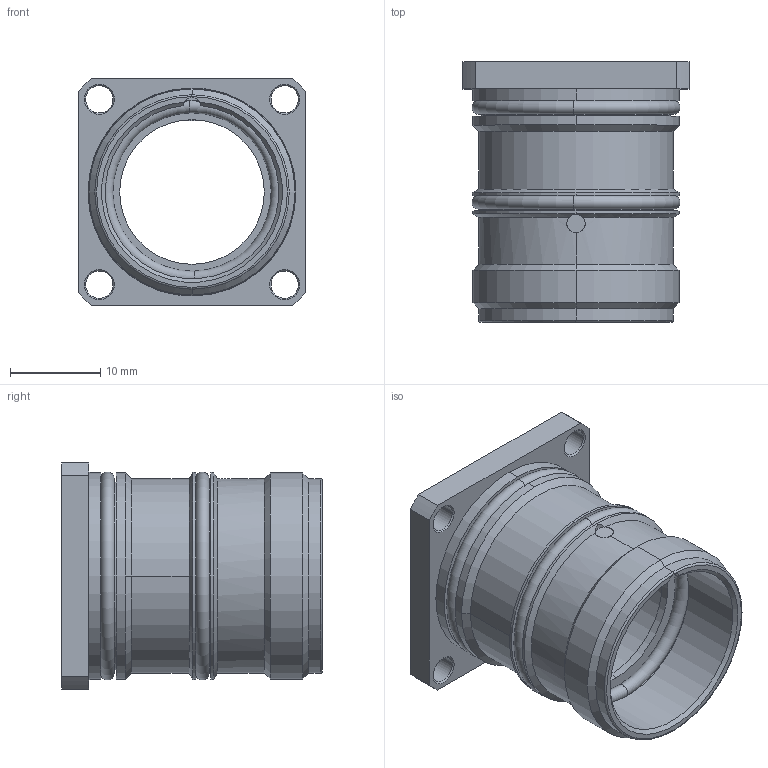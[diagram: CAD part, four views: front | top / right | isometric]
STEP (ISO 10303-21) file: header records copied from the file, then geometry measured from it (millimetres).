
FILE_DESCRIPTION((''),'2;1');
FILE_NAME('15-1','2017-08-05T',('ch.chen'),(''),'PRO/ENGINEER BY PARAMETRIC TECHNOLOGY CORPORATION, 2012480','PRO/ENGINEER BY PARAMETRIC TECHNOLOGY CORPORATION, 2012480','');
FILE_SCHEMA(('AUTOMOTIVE_DESIGN { 1 0 10303 214 1 1 1 1 }'));
Length unit declared in the file: millimetre
Products named in the file (1): 15-1
Bounding box: 25 x 28.8 x 25 mm (x, y, z)
Volume: 4554.3 mm3; surface area: 5505.2 mm2
Topology: 1 solids, 1 shells, 132 faces, 326 edges, 204 vertices
Faces by surface type: cylinder 62, cone 34, plane 28, torus 8
Entity records: 4348 total; most frequent: CARTESIAN_POINT 943, DIRECTION 732, ORIENTED_EDGE 652, EDGE_CURVE 326, AXIS2_PLACEMENT_3D 304, VERTEX_POINT 204, CIRCLE 172, EDGE_LOOP 150
